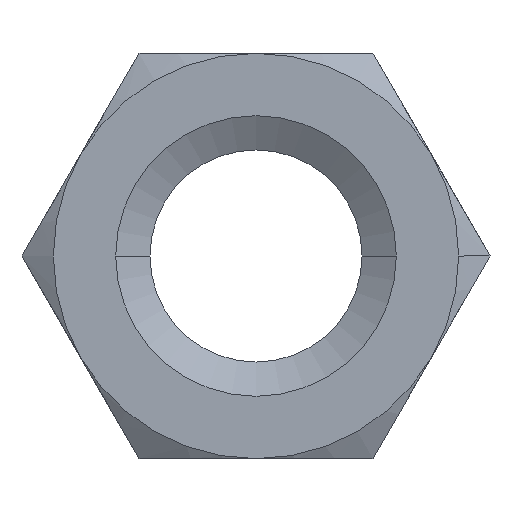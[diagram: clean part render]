
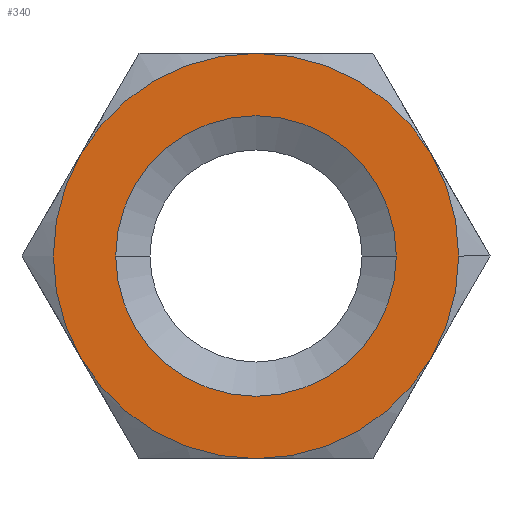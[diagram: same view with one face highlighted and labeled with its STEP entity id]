
A CAD part, front view. The second image highlights one B-rep face of the part: STEP entity #340.
In plain terms, the highlighted planar face has unit normal (0, -1, 0).
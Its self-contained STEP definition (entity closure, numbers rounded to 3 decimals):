
#4 = FACE_BOUND ( 'NONE', #161, .T. ) ;
#86 = CIRCLE ( 'NONE', #511, 6.5 ) ;
#89 = CIRCLE ( 'NONE', #512, 6.5 ) ;
#90 = CIRCLE ( 'NONE', #514, 6.5 ) ;
#92 = CIRCLE ( 'NONE', #517, 6.5 ) ;
#93 = CIRCLE ( 'NONE', #518, 6.5 ) ;
#94 = CIRCLE ( 'NONE', #450, 6.5 ) ;
#99 = CIRCLE ( 'NONE', #449, 4.5 ) ;
#117 = CIRCLE ( 'NONE', #488, 4.5 ) ;
#121 = CIRCLE ( 'NONE', #470, 6.5 ) ;
#145 = FACE_OUTER_BOUND ( 'NONE', #162, .T. ) ;
#161 = EDGE_LOOP ( 'NONE', ( #225, #226 ) ) ;
#162 = EDGE_LOOP ( 'NONE', ( #227, #228, #229, #230, #231, #232, #234 ) ) ;
#185 = VERTEX_POINT ( 'NONE', #774 ) ;
#187 = VERTEX_POINT ( 'NONE', #661 ) ;
#188 = VERTEX_POINT ( 'NONE', #907 ) ;
#196 = VERTEX_POINT ( 'NONE', #893 ) ;
#197 = VERTEX_POINT ( 'NONE', #891 ) ;
#200 = VERTEX_POINT ( 'NONE', #885 ) ;
#203 = VERTEX_POINT ( 'NONE', #878 ) ;
#211 = VERTEX_POINT ( 'NONE', #864 ) ;
#221 = VERTEX_POINT ( 'NONE', #835 ) ;
#225 = ORIENTED_EDGE ( 'NONE', *, *, #381, .F. ) ;
#226 = ORIENTED_EDGE ( 'NONE', *, *, #366, .F. ) ;
#227 = ORIENTED_EDGE ( 'NONE', *, *, #382, .T. ) ;
#228 = ORIENTED_EDGE ( 'NONE', *, *, #383, .T. ) ;
#229 = ORIENTED_EDGE ( 'NONE', *, *, #384, .T. ) ;
#230 = ORIENTED_EDGE ( 'NONE', *, *, #387, .T. ) ;
#231 = ORIENTED_EDGE ( 'NONE', *, *, #389, .T. ) ;
#232 = ORIENTED_EDGE ( 'NONE', *, *, #390, .T. ) ;
#234 = ORIENTED_EDGE ( 'NONE', *, *, #363, .T. ) ;
#340 = ADVANCED_FACE ( 'NONE', ( #4, #145 ), #790, .F. ) ;
#354 = AXIS2_PLACEMENT_3D ( 'NONE', #801, #787, #786 ) ;
#363 = EDGE_CURVE ( 'NONE', #197, #200, #121, .T. ) ;
#366 = EDGE_CURVE ( 'NONE', #203, #196, #117, .T. ) ;
#381 = EDGE_CURVE ( 'NONE', #196, #203, #99, .T. ) ;
#382 = EDGE_CURVE ( 'NONE', #200, #211, #94, .T. ) ;
#383 = EDGE_CURVE ( 'NONE', #211, #185, #93, .T. ) ;
#384 = EDGE_CURVE ( 'NONE', #185, #221, #92, .T. ) ;
#387 = EDGE_CURVE ( 'NONE', #221, #188, #90, .T. ) ;
#389 = EDGE_CURVE ( 'NONE', #188, #187, #89, .T. ) ;
#390 = EDGE_CURVE ( 'NONE', #187, #197, #86, .T. ) ;
#449 = AXIS2_PLACEMENT_3D ( 'NONE', #887, #886, #884 ) ;
#450 = AXIS2_PLACEMENT_3D ( 'NONE', #883, #881, #876 ) ;
#470 = AXIS2_PLACEMENT_3D ( 'NONE', #544, #542, #541 ) ;
#488 = AXIS2_PLACEMENT_3D ( 'NONE', #524, #521, #520 ) ;
#511 = AXIS2_PLACEMENT_3D ( 'NONE', #821, #820, #819 ) ;
#512 = AXIS2_PLACEMENT_3D ( 'NONE', #833, #831, #827 ) ;
#514 = AXIS2_PLACEMENT_3D ( 'NONE', #846, #842, #841 ) ;
#517 = AXIS2_PLACEMENT_3D ( 'NONE', #868, #867, #862 ) ;
#518 = AXIS2_PLACEMENT_3D ( 'NONE', #875, #872, #869 ) ;
#520 = DIRECTION ( 'NONE',  ( 1., 0., 0. ) ) ;
#521 = DIRECTION ( 'NONE',  ( 0., -1., 0. ) ) ;
#524 = CARTESIAN_POINT ( 'NONE',  ( 0., -15., 0. ) ) ;
#541 = DIRECTION ( 'NONE',  ( 1., 0., 0. ) ) ;
#542 = DIRECTION ( 'NONE',  ( 0., -1., 0. ) ) ;
#544 = CARTESIAN_POINT ( 'NONE',  ( 0., -15., 0. ) ) ;
#661 = CARTESIAN_POINT ( 'NONE',  ( 5.629, -15., -3.25 ) ) ;
#774 = CARTESIAN_POINT ( 'NONE',  ( -5.629, -15., 3.25 ) ) ;
#786 = DIRECTION ( 'NONE',  ( 0., 0., 1. ) ) ;
#787 = DIRECTION ( 'NONE',  ( 0., 1., 0. ) ) ;
#790 = PLANE ( 'NONE',  #354 ) ;
#801 = CARTESIAN_POINT ( 'NONE',  ( -7.506, -15., 0. ) ) ;
#819 = DIRECTION ( 'NONE',  ( 1., 0., 0. ) ) ;
#820 = DIRECTION ( 'NONE',  ( 0., -1., 0. ) ) ;
#821 = CARTESIAN_POINT ( 'NONE',  ( 0., -15., 0. ) ) ;
#827 = DIRECTION ( 'NONE',  ( 1., 0., 0. ) ) ;
#831 = DIRECTION ( 'NONE',  ( 0., -1., 0. ) ) ;
#833 = CARTESIAN_POINT ( 'NONE',  ( 0., -15., 0. ) ) ;
#835 = CARTESIAN_POINT ( 'NONE',  ( -5.629, -15., -3.25 ) ) ;
#841 = DIRECTION ( 'NONE',  ( 1., 0., 0. ) ) ;
#842 = DIRECTION ( 'NONE',  ( 0., -1., 0. ) ) ;
#846 = CARTESIAN_POINT ( 'NONE',  ( 0., -15., 0. ) ) ;
#862 = DIRECTION ( 'NONE',  ( 1., 0., 0. ) ) ;
#864 = CARTESIAN_POINT ( 'NONE',  ( 0., -15., 6.5 ) ) ;
#867 = DIRECTION ( 'NONE',  ( 0., -1., 0. ) ) ;
#868 = CARTESIAN_POINT ( 'NONE',  ( 0., -15., 0. ) ) ;
#869 = DIRECTION ( 'NONE',  ( 1., 0., 0. ) ) ;
#872 = DIRECTION ( 'NONE',  ( 0., -1., 0. ) ) ;
#875 = CARTESIAN_POINT ( 'NONE',  ( 0., -15., 0. ) ) ;
#876 = DIRECTION ( 'NONE',  ( 1., 0., 0. ) ) ;
#878 = CARTESIAN_POINT ( 'NONE',  ( 4.5, -15., 0. ) ) ;
#881 = DIRECTION ( 'NONE',  ( 0., -1., 0. ) ) ;
#883 = CARTESIAN_POINT ( 'NONE',  ( 0., -15., 0. ) ) ;
#884 = DIRECTION ( 'NONE',  ( 1., 0., 0. ) ) ;
#885 = CARTESIAN_POINT ( 'NONE',  ( 5.629, -15., 3.25 ) ) ;
#886 = DIRECTION ( 'NONE',  ( 0., -1., 0. ) ) ;
#887 = CARTESIAN_POINT ( 'NONE',  ( 0., -15., 0. ) ) ;
#891 = CARTESIAN_POINT ( 'NONE',  ( 6.5, -15., 0. ) ) ;
#893 = CARTESIAN_POINT ( 'NONE',  ( -4.5, -15., 0. ) ) ;
#907 = CARTESIAN_POINT ( 'NONE',  ( 0., -15., -6.5 ) ) ;
